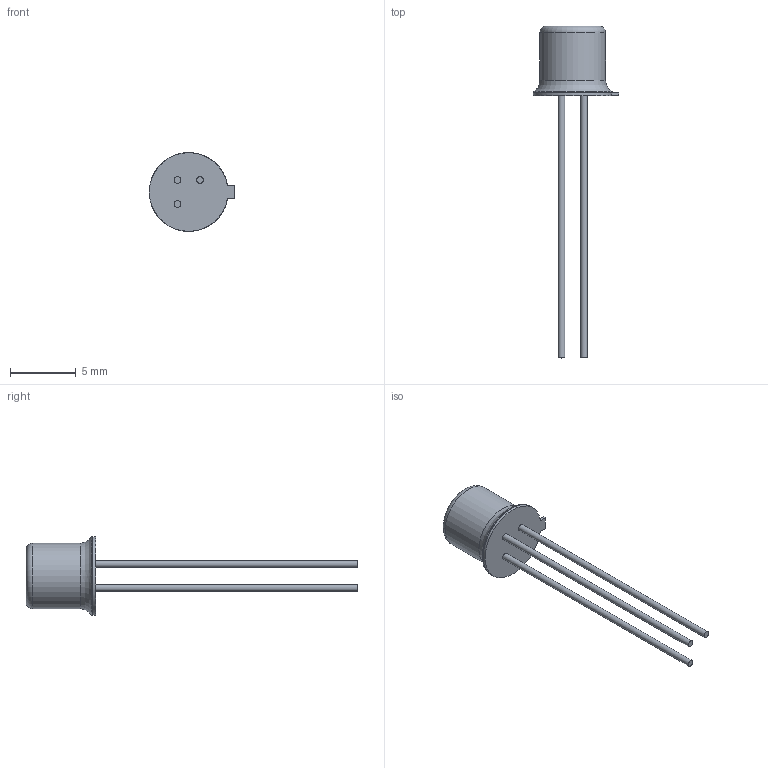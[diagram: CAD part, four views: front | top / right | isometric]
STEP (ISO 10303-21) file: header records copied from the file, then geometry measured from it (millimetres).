
FILE_DESCRIPTION(/* description */ (''),/* implementation_level */ '2;1');
FILE_NAME(/* name */ 'Part4.stp',/* time_stamp */ '2023-12-19T13:22:10+02:00',/* author */ ('Shado'),/* organization */ (''),/* preprocessor_version */ 'ST-DEVELOPER v19.2',/* originating_system */ 'Autodesk Inventor 2024',/* authorisation */ '');
FILE_SCHEMA (('AUTOMOTIVE_DESIGN { 1 0 10303 214 3 1 1 }'));
Length unit declared in the file: millimetre
Products named in the file (1): Part4
Bounding box: 6.5 x 25.3 x 6 mm (x, y, z)
Volume: 119.8 mm3; surface area: 228.1 mm2
Topology: 1 solids, 1 shells, 17 faces, 31 edges, 20 vertices
Faces by surface type: plane 9, cylinder 6, torus 2
Full cylindrical faces by diameter (mm): 0.5 x3, 5 x1, 6 x1
Entity records: 468 total; most frequent: DIRECTION 83, CARTESIAN_POINT 69, ORIENTED_EDGE 62, AXIS2_PLACEMENT_3D 34, EDGE_CURVE 31, EDGE_LOOP 21, VERTEX_POINT 20, FACE_OUTER_BOUND 17
